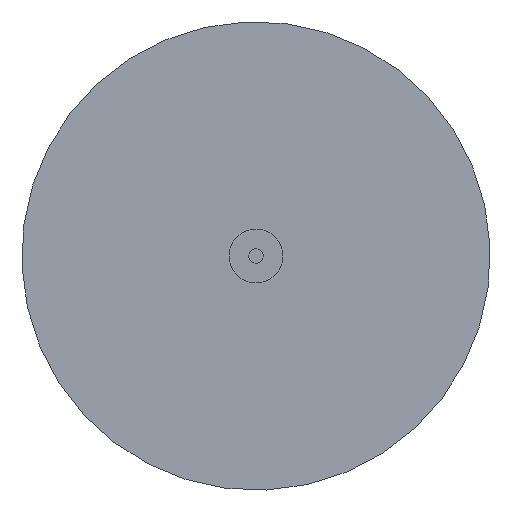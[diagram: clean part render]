
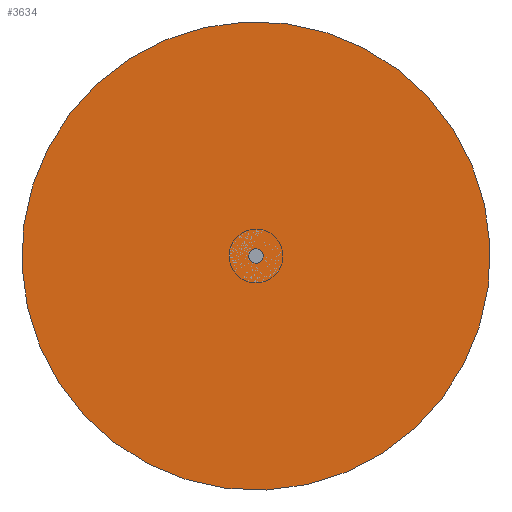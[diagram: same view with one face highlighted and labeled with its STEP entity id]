
A CAD part, front view. The second image highlights one B-rep face of the part: STEP entity #3634.
In plain terms, the highlighted face is planar.
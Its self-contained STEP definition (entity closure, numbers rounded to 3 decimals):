
#695 = PLANE ( 'NONE',  #7479 ) ;
#1036 = CIRCLE ( 'NONE', #3814, 130. ) ;
#1631 = VERTEX_POINT ( 'NONE', #5521 ) ;
#1753 = EDGE_CURVE ( 'NONE', #1631, #8644, #4539, .T. ) ;
#2282 = ORIENTED_EDGE ( 'NONE', *, *, #1753, .F. ) ;
#2303 = DIRECTION ( 'NONE',  ( 0., 0., 1. ) ) ;
#2305 = AXIS2_PLACEMENT_3D ( 'NONE', #3280, #7460, #2303 ) ;
#2498 = DIRECTION ( 'NONE',  ( 0., 0., 1. ) ) ;
#3107 = VERTEX_POINT ( 'NONE', #3586 ) ;
#3280 = CARTESIAN_POINT ( 'NONE',  ( 0., 2., 0. ) ) ;
#3300 = EDGE_LOOP ( 'NONE', ( #10768, #5176 ) ) ;
#3310 = AXIS2_PLACEMENT_3D ( 'NONE', #10022, #3479, #2498 ) ;
#3479 = DIRECTION ( 'NONE',  ( 0., 1., 0. ) ) ;
#3586 = CARTESIAN_POINT ( 'NONE',  ( 0., 2., 130. ) ) ;
#3634 = ADVANCED_FACE ( 'NONE', ( #8198, #5707 ), #695, .T. ) ;
#3814 = AXIS2_PLACEMENT_3D ( 'NONE', #5696, #3948, #8336 ) ;
#3919 = VERTEX_POINT ( 'NONE', #9716 ) ;
#3948 = DIRECTION ( 'NONE',  ( 0., 1., 0. ) ) ;
#4137 = EDGE_CURVE ( 'NONE', #3919, #3107, #1036, .T. ) ;
#4539 = CIRCLE ( 'NONE', #5586, 4. ) ;
#5176 = ORIENTED_EDGE ( 'NONE', *, *, #8892, .T. ) ;
#5521 = CARTESIAN_POINT ( 'NONE',  ( 0., 2., 4. ) ) ;
#5586 = AXIS2_PLACEMENT_3D ( 'NONE', #9867, #7454, #10627 ) ;
#5696 = CARTESIAN_POINT ( 'NONE',  ( 0., 2., 0. ) ) ;
#5707 = FACE_BOUND ( 'NONE', #8843, .T. ) ;
#6443 = ORIENTED_EDGE ( 'NONE', *, *, #7065, .F. ) ;
#7033 = CIRCLE ( 'NONE', #2305, 4. ) ;
#7065 = EDGE_CURVE ( 'NONE', #8644, #1631, #7033, .T. ) ;
#7369 = CARTESIAN_POINT ( 'NONE',  ( 0., 2., 0. ) ) ;
#7420 = DIRECTION ( 'NONE',  ( 0., 1., 0. ) ) ;
#7454 = DIRECTION ( 'NONE',  ( 0., 1., 0. ) ) ;
#7460 = DIRECTION ( 'NONE',  ( 0., 1., 0. ) ) ;
#7479 = AXIS2_PLACEMENT_3D ( 'NONE', #7369, #7420, #9993 ) ;
#8059 = CIRCLE ( 'NONE', #3310, 130. ) ;
#8198 = FACE_OUTER_BOUND ( 'NONE', #3300, .T. ) ;
#8336 = DIRECTION ( 'NONE',  ( 0., 0., 1. ) ) ;
#8644 = VERTEX_POINT ( 'NONE', #9913 ) ;
#8843 = EDGE_LOOP ( 'NONE', ( #6443, #2282 ) ) ;
#8892 = EDGE_CURVE ( 'NONE', #3107, #3919, #8059, .T. ) ;
#9716 = CARTESIAN_POINT ( 'NONE',  ( 0., 2., -130. ) ) ;
#9867 = CARTESIAN_POINT ( 'NONE',  ( 0., 2., 0. ) ) ;
#9913 = CARTESIAN_POINT ( 'NONE',  ( 0., 2., -4. ) ) ;
#9993 = DIRECTION ( 'NONE',  ( 0., 0., 1. ) ) ;
#10022 = CARTESIAN_POINT ( 'NONE',  ( 0., 2., 0. ) ) ;
#10627 = DIRECTION ( 'NONE',  ( 0., 0., 1. ) ) ;
#10768 = ORIENTED_EDGE ( 'NONE', *, *, #4137, .T. ) ;
